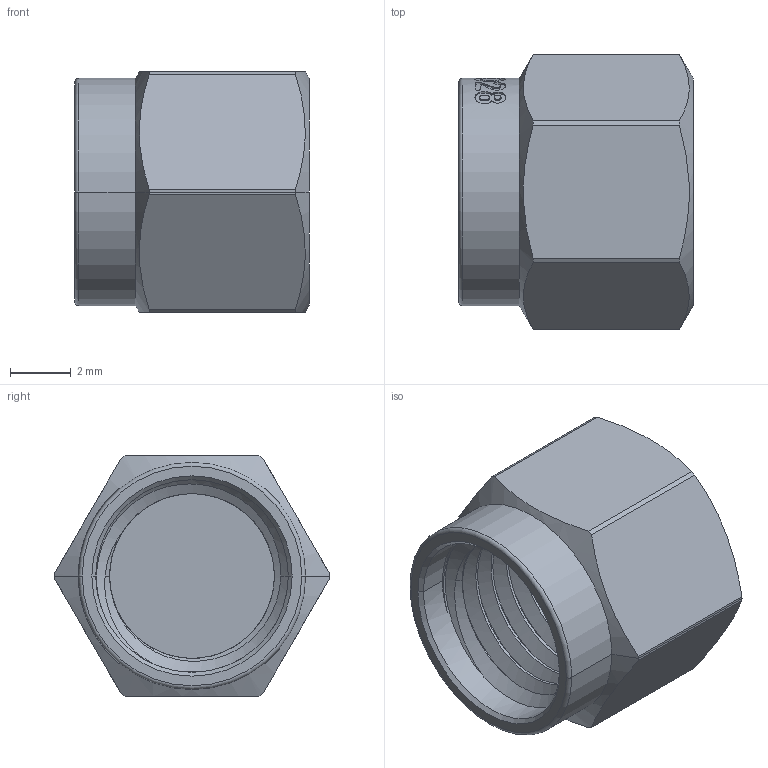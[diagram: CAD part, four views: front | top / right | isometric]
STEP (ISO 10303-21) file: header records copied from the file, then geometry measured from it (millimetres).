
FILE_DESCRIPTION (( 'STEP AP214' ), '1' );
FILE_NAME ('SC2028.STEP', '2017-09-20T22:36:16', ( '' ), ( '' ), 'SwSTEP 2.0', 'SolidWorks 2014', '' );
FILE_SCHEMA (( 'AUTOMOTIVE_DESIGN' ));
Length unit declared in the file: inch
Products named in the file (1): SC2028
Bounding box: 7.73 x 9.08 x 7.94 mm (x, y, z)
Volume: 267.2 mm3; surface area: 431.3 mm2
Topology: 1 solids, 1 shells, 147 faces, 398 edges, 262 vertices
Faces by surface type: bspline 91, cylinder 31, plane 13, cone 10, torus 2
Entity records: 12665 total; most frequent: CARTESIAN_POINT 8476, ORIENTED_EDGE 796, EDGE_CURVE 398, B_SPLINE_CURVE_WITH_KNOTS 294, VERTEX_POINT 262, DIRECTION 236, EDGE_LOOP 156, ADVANCED_FACE 147
